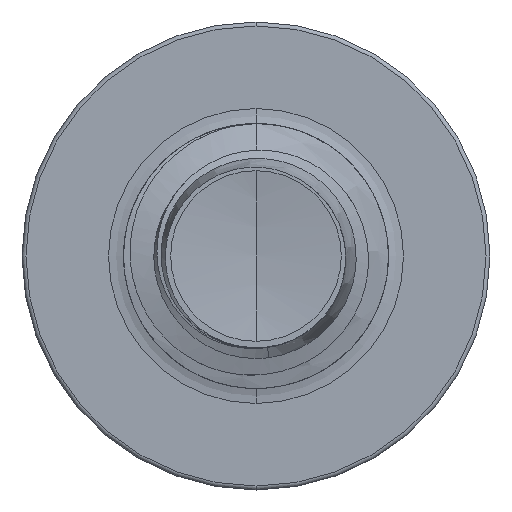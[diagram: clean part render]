
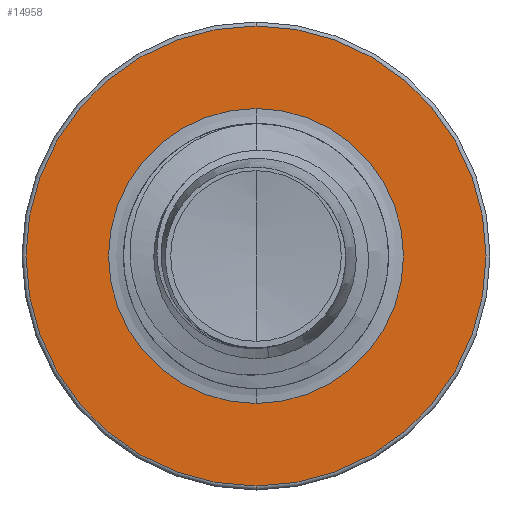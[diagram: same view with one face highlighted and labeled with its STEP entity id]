
A CAD part, front view. The second image highlights one B-rep face of the part: STEP entity #14958.
In plain terms, the highlighted planar face has unit normal (0, -1, 0).
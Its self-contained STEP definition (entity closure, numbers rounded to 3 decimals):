
#342 = DIRECTION ( 'NONE',  ( 0., 0., 1. ) ) ;
#346 = DIRECTION ( 'NONE',  ( 0., 0., 1. ) ) ;
#347 = DIRECTION ( 'NONE',  ( 0., 1., 0. ) ) ;
#379 = CARTESIAN_POINT ( 'NONE',  ( 0., 10., 0. ) ) ;
#388 = DIRECTION ( 'NONE',  ( 0., 1., 0. ) ) ;
#463 = CARTESIAN_POINT ( 'NONE',  ( 0., 10., 0. ) ) ;
#1420 = CARTESIAN_POINT ( 'NONE',  ( 0., 10., -2.605 ) ) ;
#1439 = ORIENTED_EDGE ( 'NONE', *, *, #6988, .F. ) ;
#1565 = AXIS2_PLACEMENT_3D ( 'NONE', #379, #347, #342 ) ;
#4348 = VERTEX_POINT ( 'NONE', #8569 ) ;
#4600 = EDGE_LOOP ( 'NONE', ( #18149, #1439 ) ) ;
#6242 = CARTESIAN_POINT ( 'NONE',  ( 0., 10., 0. ) ) ;
#6705 = VERTEX_POINT ( 'NONE', #1420 ) ;
#6988 = EDGE_CURVE ( 'NONE', #6705, #16790, #21435, .T. ) ;
#7007 = CIRCLE ( 'NONE', #1565, 1.67 ) ;
#7394 = DIRECTION ( 'NONE',  ( 0., 1., 0. ) ) ;
#7663 = ORIENTED_EDGE ( 'NONE', *, *, #22927, .T. ) ;
#7904 = CARTESIAN_POINT ( 'NONE',  ( 0., 10., 2.605 ) ) ;
#7995 = CARTESIAN_POINT ( 'NONE',  ( 0., 10., -1.67 ) ) ;
#8343 = FACE_OUTER_BOUND ( 'NONE', #4600, .T. ) ;
#8445 = DIRECTION ( 'NONE',  ( 0., 0., 1. ) ) ;
#8569 = CARTESIAN_POINT ( 'NONE',  ( 0., 10., 1.67 ) ) ;
#10992 = CIRCLE ( 'NONE', #21759, 2.605 ) ;
#12312 = EDGE_CURVE ( 'NONE', #14078, #4348, #7007, .T. ) ;
#13149 = EDGE_LOOP ( 'NONE', ( #7663, #13574 ) ) ;
#13574 = ORIENTED_EDGE ( 'NONE', *, *, #12312, .T. ) ;
#14078 = VERTEX_POINT ( 'NONE', #7995 ) ;
#14958 = ADVANCED_FACE ( 'NONE', ( #8343, #22623 ), #15529, .F. ) ;
#15125 = DIRECTION ( 'NONE',  ( 0., 0., 1. ) ) ;
#15160 = DIRECTION ( 'NONE',  ( 0., 1., 0. ) ) ;
#15245 = CARTESIAN_POINT ( 'NONE',  ( 0., 10., -1.67 ) ) ;
#15380 = AXIS2_PLACEMENT_3D ( 'NONE', #6242, #20352, #8445 ) ;
#15529 = PLANE ( 'NONE',  #22168 ) ;
#15738 = CIRCLE ( 'NONE', #15380, 1.67 ) ;
#16790 = VERTEX_POINT ( 'NONE', #7904 ) ;
#18149 = ORIENTED_EDGE ( 'NONE', *, *, #23570, .F. ) ;
#19282 = AXIS2_PLACEMENT_3D ( 'NONE', #463, #388, #346 ) ;
#19610 = CARTESIAN_POINT ( 'NONE',  ( 0., 10., 0. ) ) ;
#20352 = DIRECTION ( 'NONE',  ( 0., 1., 0. ) ) ;
#21138 = DIRECTION ( 'NONE',  ( 0., 0., 1. ) ) ;
#21435 = CIRCLE ( 'NONE', #19282, 2.605 ) ;
#21759 = AXIS2_PLACEMENT_3D ( 'NONE', #19610, #7394, #21138 ) ;
#22168 = AXIS2_PLACEMENT_3D ( 'NONE', #15245, #15160, #15125 ) ;
#22623 = FACE_BOUND ( 'NONE', #13149, .T. ) ;
#22927 = EDGE_CURVE ( 'NONE', #4348, #14078, #15738, .T. ) ;
#23570 = EDGE_CURVE ( 'NONE', #16790, #6705, #10992, .T. ) ;
